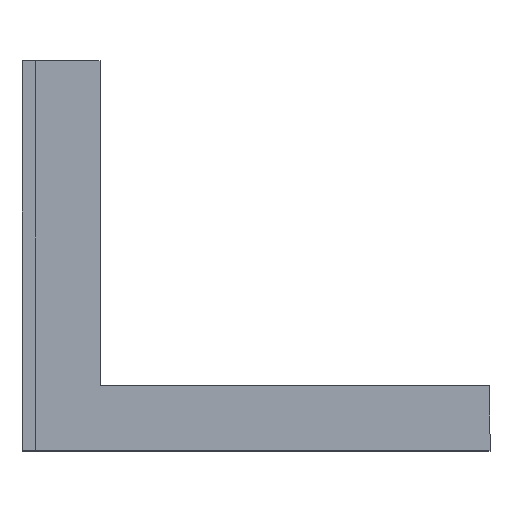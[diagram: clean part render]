
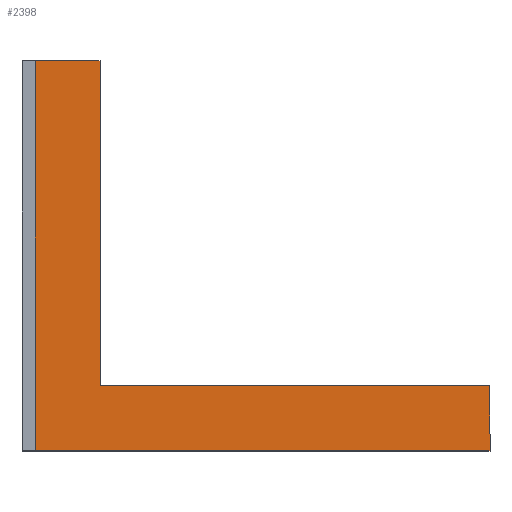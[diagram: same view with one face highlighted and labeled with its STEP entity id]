
A CAD part, top view. The second image highlights one B-rep face of the part: STEP entity #2398.
In plain terms, the highlighted planar face has unit normal (0, 0, 1).
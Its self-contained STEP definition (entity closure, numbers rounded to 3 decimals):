
#92 = VERTEX_POINT ( 'NONE', #1521 ) ;
#93 = VECTOR ( 'NONE', #2282, 1000. ) ;
#225 = DIRECTION ( 'NONE',  ( 1., 0., 0. ) ) ;
#279 = AXIS2_PLACEMENT_3D ( 'NONE', #806, #1040, #1965 ) ;
#284 = VERTEX_POINT ( 'NONE', #2324 ) ;
#317 = VERTEX_POINT ( 'NONE', #2836 ) ;
#580 = LINE ( 'NONE', #1431, #2468 ) ;
#718 = EDGE_LOOP ( 'NONE', ( #1616, #1794, #864, #1203, #2843, #2500 ) ) ;
#726 = CARTESIAN_POINT ( 'NONE',  ( -12.178, -13.333, 40. ) ) ;
#742 = EDGE_CURVE ( 'NONE', #317, #2502, #1645, .T. ) ;
#795 = PLANE ( 'NONE',  #279 ) ;
#806 = CARTESIAN_POINT ( 'NONE',  ( 0., 0., 40. ) ) ;
#864 = ORIENTED_EDGE ( 'NONE', *, *, #2256, .T. ) ;
#873 = CARTESIAN_POINT ( 'NONE',  ( -12.178, 11.667, 40. ) ) ;
#1040 = DIRECTION ( 'NONE',  ( 0., 0., 1. ) ) ;
#1145 = VERTEX_POINT ( 'NONE', #2773 ) ;
#1170 = DIRECTION ( 'NONE',  ( 0., -1., 0. ) ) ;
#1203 = ORIENTED_EDGE ( 'NONE', *, *, #1702, .T. ) ;
#1282 = CARTESIAN_POINT ( 'NONE',  ( -12.178, 11.667, 40. ) ) ;
#1345 = LINE ( 'NONE', #2263, #2423 ) ;
#1426 = CARTESIAN_POINT ( 'NONE',  ( -17.178, 11.667, 40. ) ) ;
#1431 = CARTESIAN_POINT ( 'NONE',  ( 17.822, -18.333, 40. ) ) ;
#1440 = VERTEX_POINT ( 'NONE', #1282 ) ;
#1448 = EDGE_CURVE ( 'NONE', #1440, #317, #2225, .T. ) ;
#1486 = CARTESIAN_POINT ( 'NONE',  ( -17.178, -18.333, 40. ) ) ;
#1521 = CARTESIAN_POINT ( 'NONE',  ( 17.822, -18.333, 40. ) ) ;
#1616 = ORIENTED_EDGE ( 'NONE', *, *, #1448, .T. ) ;
#1645 = LINE ( 'NONE', #1426, #2145 ) ;
#1702 = EDGE_CURVE ( 'NONE', #92, #284, #580, .T. ) ;
#1794 = ORIENTED_EDGE ( 'NONE', *, *, #742, .T. ) ;
#1862 = CARTESIAN_POINT ( 'NONE',  ( 17.822, -13.333, 40. ) ) ;
#1923 = FACE_OUTER_BOUND ( 'NONE', #718, .T. ) ;
#1947 = EDGE_CURVE ( 'NONE', #284, #1145, #2494, .T. ) ;
#1965 = DIRECTION ( 'NONE',  ( 1., 0., 0. ) ) ;
#2145 = VECTOR ( 'NONE', #1170, 1000. ) ;
#2198 = DIRECTION ( 'NONE',  ( -1., 0., 0. ) ) ;
#2225 = LINE ( 'NONE', #873, #2873 ) ;
#2256 = EDGE_CURVE ( 'NONE', #2502, #92, #1345, .T. ) ;
#2263 = CARTESIAN_POINT ( 'NONE',  ( -17.178, -18.333, 40. ) ) ;
#2282 = DIRECTION ( 'NONE',  ( 0., 1., 0. ) ) ;
#2324 = CARTESIAN_POINT ( 'NONE',  ( 17.822, -13.333, 40. ) ) ;
#2341 = DIRECTION ( 'NONE',  ( 0., 1., 0. ) ) ;
#2398 = ADVANCED_FACE ( 'NONE', ( #1923 ), #795, .T. ) ;
#2423 = VECTOR ( 'NONE', #225, 1000. ) ;
#2468 = VECTOR ( 'NONE', #2341, 1000. ) ;
#2494 = LINE ( 'NONE', #1862, #2756 ) ;
#2500 = ORIENTED_EDGE ( 'NONE', *, *, #2749, .T. ) ;
#2502 = VERTEX_POINT ( 'NONE', #1486 ) ;
#2748 = DIRECTION ( 'NONE',  ( -1., 0., 0. ) ) ;
#2749 = EDGE_CURVE ( 'NONE', #1145, #1440, #2769, .T. ) ;
#2756 = VECTOR ( 'NONE', #2748, 1000. ) ;
#2769 = LINE ( 'NONE', #726, #93 ) ;
#2773 = CARTESIAN_POINT ( 'NONE',  ( -12.178, -13.333, 40. ) ) ;
#2836 = CARTESIAN_POINT ( 'NONE',  ( -17.178, 11.667, 40. ) ) ;
#2843 = ORIENTED_EDGE ( 'NONE', *, *, #1947, .T. ) ;
#2873 = VECTOR ( 'NONE', #2198, 1000. ) ;
